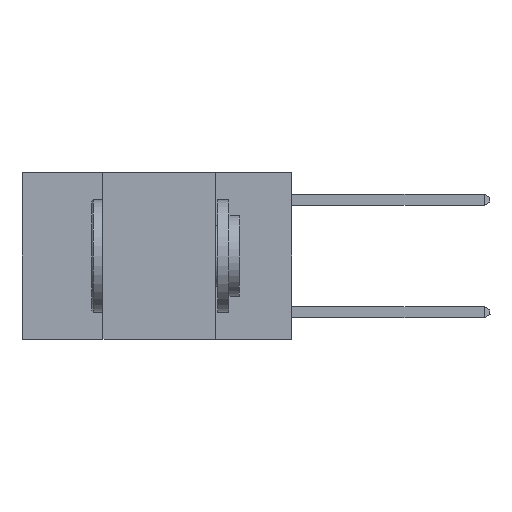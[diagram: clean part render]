
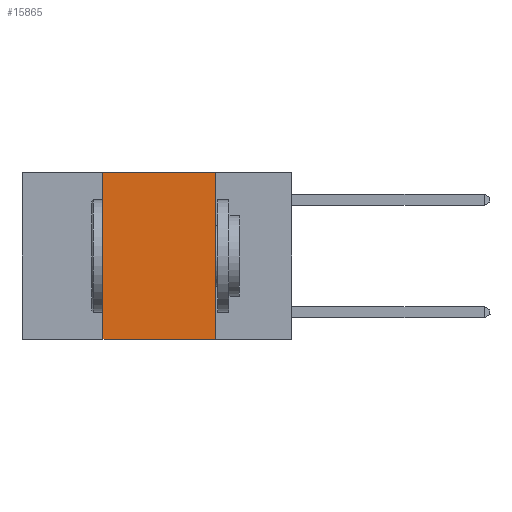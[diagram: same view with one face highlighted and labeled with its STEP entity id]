
A CAD part, left-side view. The second image highlights one B-rep face of the part: STEP entity #15865.
In plain terms, the highlighted planar face has unit normal (-1, 0, 0).
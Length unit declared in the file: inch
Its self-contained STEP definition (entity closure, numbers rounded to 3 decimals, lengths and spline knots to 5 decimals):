
#206 = VERTEX_POINT ( 'NONE', #14166 ) ;
#455 = CARTESIAN_POINT ( 'NONE',  ( 0., 0.42, 0. ) ) ;
#563 = ORIENTED_EDGE ( 'NONE', *, *, #7485, .F. ) ;
#1397 = ORIENTED_EDGE ( 'NONE', *, *, #7799, .F. ) ;
#1418 = ORIENTED_EDGE ( 'NONE', *, *, #13620, .F. ) ;
#1626 = ORIENTED_EDGE ( 'NONE', *, *, #3630, .T. ) ;
#1853 = VERTEX_POINT ( 'NONE', #18710 ) ;
#1859 = CARTESIAN_POINT ( 'NONE',  ( 0., 0.17, 0. ) ) ;
#2083 = LINE ( 'NONE', #455, #7797 ) ;
#3076 = PLANE ( 'NONE',  #22615 ) ;
#3121 = CARTESIAN_POINT ( 'NONE',  ( 0., 0.6, 0. ) ) ;
#3630 = EDGE_CURVE ( 'NONE', #206, #19020, #11151, .T. ) ;
#5011 = FACE_OUTER_BOUND ( 'NONE', #10489, .T. ) ;
#5015 = CARTESIAN_POINT ( 'NONE',  ( 0., 0.6, 0. ) ) ;
#6935 = DIRECTION ( 'NONE',  ( 1., 0., 0. ) ) ;
#7485 = EDGE_CURVE ( 'NONE', #15965, #19020, #17228, .T. ) ;
#7797 = VECTOR ( 'NONE', #15400, 39.37008 ) ;
#7799 = EDGE_CURVE ( 'NONE', #1853, #15965, #23388, .T. ) ;
#9802 = VECTOR ( 'NONE', #16116, 39.37008 ) ;
#10489 = EDGE_LOOP ( 'NONE', ( #563, #1397, #1418, #1626 ) ) ;
#10568 = VECTOR ( 'NONE', #14856, 39.37008 ) ;
#11151 = LINE ( 'NONE', #13032, #10568 ) ;
#11512 = CARTESIAN_POINT ( 'NONE',  ( 0., 0.17, -0.37 ) ) ;
#13032 = CARTESIAN_POINT ( 'NONE',  ( 0., 0.6, -0.37 ) ) ;
#13620 = EDGE_CURVE ( 'NONE', #206, #1853, #2083, .T. ) ;
#14166 = CARTESIAN_POINT ( 'NONE',  ( 0., 0.42, -0.37 ) ) ;
#14856 = DIRECTION ( 'NONE',  ( 0., -1., 0. ) ) ;
#15400 = DIRECTION ( 'NONE',  ( 0., 0., 1. ) ) ;
#15865 = ADVANCED_FACE ( 'NONE', ( #5011 ), #3076, .F. ) ;
#15965 = VERTEX_POINT ( 'NONE', #19874 ) ;
#16074 = VECTOR ( 'NONE', #16785, 39.37008 ) ;
#16116 = DIRECTION ( 'NONE',  ( 0., -1., 0. ) ) ;
#16785 = DIRECTION ( 'NONE',  ( 0., 0., -1. ) ) ;
#17228 = LINE ( 'NONE', #1859, #16074 ) ;
#18710 = CARTESIAN_POINT ( 'NONE',  ( 0., 0.42, 0. ) ) ;
#19020 = VERTEX_POINT ( 'NONE', #11512 ) ;
#19643 = DIRECTION ( 'NONE',  ( 0., 0., -1. ) ) ;
#19874 = CARTESIAN_POINT ( 'NONE',  ( 0., 0.17, 0. ) ) ;
#22615 = AXIS2_PLACEMENT_3D ( 'NONE', #5015, #6935, #19643 ) ;
#23388 = LINE ( 'NONE', #3121, #9802 ) ;
